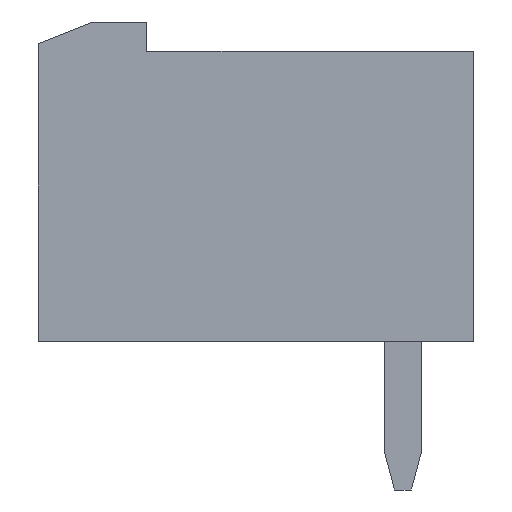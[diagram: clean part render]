
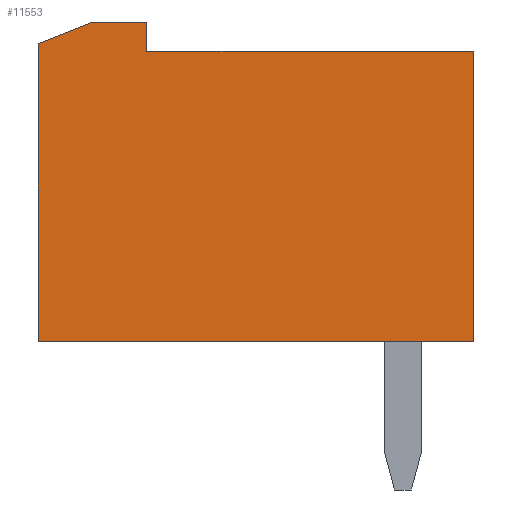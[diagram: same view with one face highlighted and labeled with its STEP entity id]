
A CAD part, left-side view. The second image highlights one B-rep face of the part: STEP entity #11553.
In plain terms, the highlighted planar face has unit normal (-1, 0, 0).
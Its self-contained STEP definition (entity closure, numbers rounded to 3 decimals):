
#366 = CARTESIAN_POINT ( 'NONE',  ( -0.5, 12., -6.5 ) ) ;
#409 = LINE ( 'NONE', #366, #12189 ) ;
#526 = VECTOR ( 'NONE', #4850, 1000. ) ;
#1499 = LINE ( 'NONE', #13006, #13304 ) ;
#1595 = DIRECTION ( 'NONE',  ( 0., 0., 1. ) ) ;
#1821 = VECTOR ( 'NONE', #8632, 1000. ) ;
#1844 = EDGE_CURVE ( 'NONE', #5527, #13788, #11951, .T. ) ;
#2527 = LINE ( 'NONE', #12043, #1821 ) ;
#2873 = ORIENTED_EDGE ( 'NONE', *, *, #7538, .T. ) ;
#3022 = ORIENTED_EDGE ( 'NONE', *, *, #1844, .T. ) ;
#3034 = CARTESIAN_POINT ( 'NONE',  ( -0.5, 0., -8. ) ) ;
#3044 = CARTESIAN_POINT ( 'NONE',  ( -0.5, 9.01, 0. ) ) ;
#3246 = LINE ( 'NONE', #13041, #5975 ) ;
#3378 = EDGE_CURVE ( 'NONE', #11479, #6567, #1499, .T. ) ;
#3404 = EDGE_CURVE ( 'NONE', #7083, #11479, #12953, .T. ) ;
#3514 = CARTESIAN_POINT ( 'NONE',  ( -0.5, 12., -8. ) ) ;
#4148 = ORIENTED_EDGE ( 'NONE', *, *, #7078, .T. ) ;
#4260 = VERTEX_POINT ( 'NONE', #9752 ) ;
#4476 = CARTESIAN_POINT ( 'NONE',  ( -0.5, 9.01, 0.8 ) ) ;
#4850 = DIRECTION ( 'NONE',  ( 0., -1., 0. ) ) ;
#5010 = CARTESIAN_POINT ( 'NONE',  ( -0.5, 12., -8. ) ) ;
#5035 = DIRECTION ( 'NONE',  ( 0., 0.928, -0.371 ) ) ;
#5527 = VERTEX_POINT ( 'NONE', #3514 ) ;
#5975 = VECTOR ( 'NONE', #5035, 1000. ) ;
#6235 = DIRECTION ( 'NONE',  ( 0., 1., 0. ) ) ;
#6372 = ORIENTED_EDGE ( 'NONE', *, *, #7607, .T. ) ;
#6567 = VERTEX_POINT ( 'NONE', #4476 ) ;
#6629 = DIRECTION ( 'NONE',  ( -1., 0., 0. ) ) ;
#7056 = LINE ( 'NONE', #3034, #12401 ) ;
#7078 = EDGE_CURVE ( 'NONE', #13788, #7083, #7056, .T. ) ;
#7083 = VERTEX_POINT ( 'NONE', #14478 ) ;
#7257 = EDGE_LOOP ( 'NONE', ( #14239, #3022, #4148, #10181, #13616, #6372, #2873 ) ) ;
#7410 = VERTEX_POINT ( 'NONE', #10499 ) ;
#7538 = EDGE_CURVE ( 'NONE', #4260, #7410, #3246, .T. ) ;
#7607 = EDGE_CURVE ( 'NONE', #6567, #4260, #2527, .T. ) ;
#8181 = CARTESIAN_POINT ( 'NONE',  ( -0.5, 0., -8. ) ) ;
#8592 = EDGE_CURVE ( 'NONE', #7410, #5527, #409, .T. ) ;
#8632 = DIRECTION ( 'NONE',  ( 0., 1., 0. ) ) ;
#8857 = PLANE ( 'NONE',  #13981 ) ;
#8886 = FACE_OUTER_BOUND ( 'NONE', #7257, .T. ) ;
#9473 = DIRECTION ( 'NONE',  ( 0., 0., -1. ) ) ;
#9600 = CARTESIAN_POINT ( 'NONE',  ( -0.5, 0., 0. ) ) ;
#9752 = CARTESIAN_POINT ( 'NONE',  ( -0.5, 10.5, 0.8 ) ) ;
#9894 = DIRECTION ( 'NONE',  ( 0., 0., 1. ) ) ;
#9903 = VECTOR ( 'NONE', #6235, 1000. ) ;
#10181 = ORIENTED_EDGE ( 'NONE', *, *, #3404, .T. ) ;
#10499 = CARTESIAN_POINT ( 'NONE',  ( -0.5, 12., 0.2 ) ) ;
#11479 = VERTEX_POINT ( 'NONE', #3044 ) ;
#11553 = ADVANCED_FACE ( 'NONE', ( #8886 ), #8857, .T. ) ;
#11951 = LINE ( 'NONE', #5010, #526 ) ;
#12043 = CARTESIAN_POINT ( 'NONE',  ( -0.5, 9.01, 0.8 ) ) ;
#12189 = VECTOR ( 'NONE', #9473, 1000. ) ;
#12401 = VECTOR ( 'NONE', #9894, 1000. ) ;
#12953 = LINE ( 'NONE', #9600, #9903 ) ;
#13006 = CARTESIAN_POINT ( 'NONE',  ( -0.5, 9.01, 0. ) ) ;
#13041 = CARTESIAN_POINT ( 'NONE',  ( -0.5, 10.5, 0.8 ) ) ;
#13304 = VECTOR ( 'NONE', #1595, 1000. ) ;
#13438 = CARTESIAN_POINT ( 'NONE',  ( -0.5, 0., 0. ) ) ;
#13616 = ORIENTED_EDGE ( 'NONE', *, *, #3378, .T. ) ;
#13788 = VERTEX_POINT ( 'NONE', #8181 ) ;
#13981 = AXIS2_PLACEMENT_3D ( 'NONE', #13438, #6629, #14581 ) ;
#14239 = ORIENTED_EDGE ( 'NONE', *, *, #8592, .T. ) ;
#14478 = CARTESIAN_POINT ( 'NONE',  ( -0.5, 0., 0. ) ) ;
#14581 = DIRECTION ( 'NONE',  ( 0., 0., 1. ) ) ;
